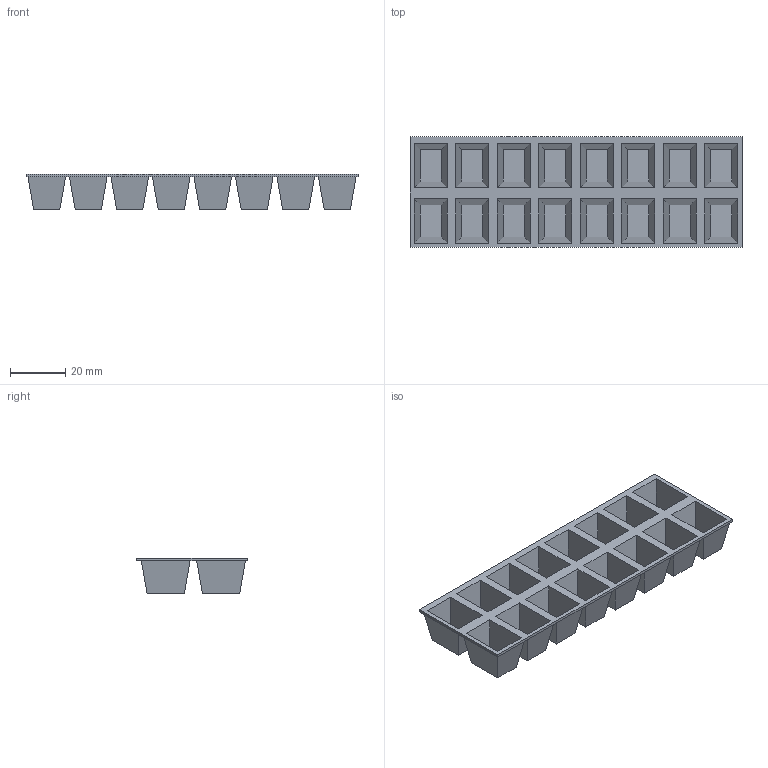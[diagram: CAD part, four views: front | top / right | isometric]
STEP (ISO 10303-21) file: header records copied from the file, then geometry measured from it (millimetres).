
FILE_DESCRIPTION(/* description */ (''),/* implementation_level */ '2;1');
FILE_NAME(/* name */ 'ice cube tray v1.step',/* time_stamp */ '2024-06-26T18:26:46+05:30',/* author */ (''),/* organization */ (''),/* preprocessor_version */ 'ST-DEVELOPER v20',/* originating_system */ 'Autodesk Translation Framework v13.14.0.145',/* authorisation */ '');
FILE_SCHEMA (('AUTOMOTIVE_DESIGN { 1 0 10303 214 3 1 1 }'));
Length unit declared in the file: millimetre
Products named in the file (1): ice cube tray
Bounding box: 120 x 40 x 13 mm (x, y, z)
Volume: 12999.2 mm3; surface area: 26318.4 mm2
Topology: 1 solids, 1 shells, 166 faces, 396 edges, 264 vertices
Faces by surface type: plane 166
Entity records: 4740 total; most frequent: CARTESIAN_POINT 827, ORIENTED_EDGE 792, DIRECTION 730, LINE 396, VECTOR 396, EDGE_CURVE 396, VERTEX_POINT 264, EDGE_LOOP 198
